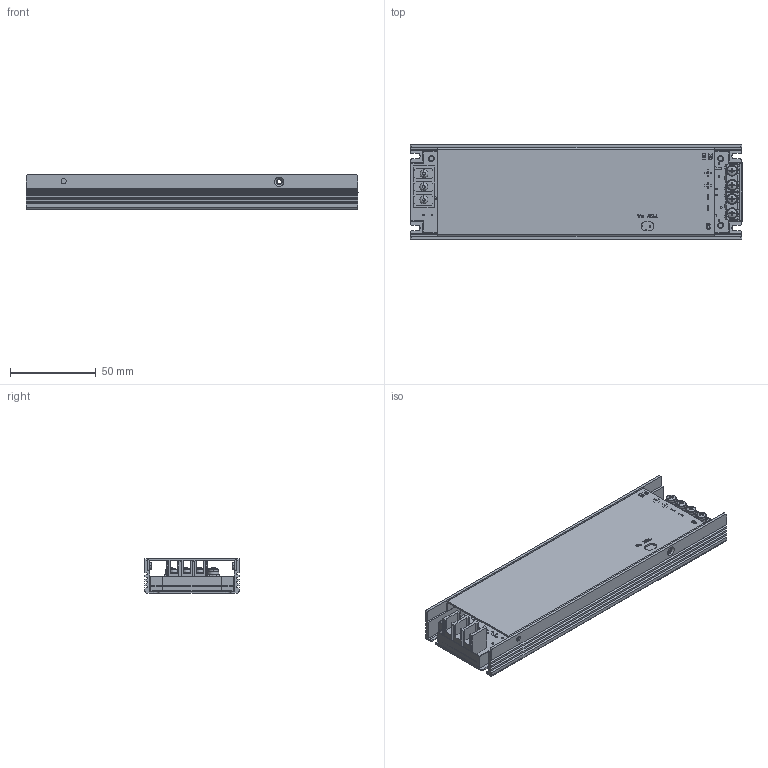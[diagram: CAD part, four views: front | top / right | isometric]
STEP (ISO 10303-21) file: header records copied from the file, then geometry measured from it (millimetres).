
FILE_DESCRIPTION((''),'2;1');
FILE_NAME('LSP-160_ASM_ASM','2021-06-01T13:30:57',('shalinice'),(''),'CREO PARAMETRIC BY PTC INC, 2016390','CREO PARAMETRIC BY PTC INC, 2016390','');
FILE_SCHEMA(('AUTOMOTIVE_DESIGN { 1 0 10303 214 1 1 1 1 }'));
Length unit declared in the file: millimetre
Products named in the file (21): 1XX3LSP-160_2; LSP-160A-D; LSP-160A-T; CASE_ASM_ASM; LSP-160_ASM_1_ASM; BOARD_1_2; _3MM_X_8MM_RGB12630001; 1EE4HTP-200-40A-30393; 123456_PRT; 1EE4HTP-200-40A-30419_ASM; CYLINDER-42731; 530482136_ASM; CYLINDER-42923; 530481984_ASM; _V-27979_ASM; _V-43111_ASM; TB1_1; TB1-482334_ASM; TB1-482317_ASM; PCB_1_ASM; LSP-160_ASM_ASM
Assembly tree (28 placements, depth 5):
  LSP-160_ASM_ASM
    LSP-160_ASM_1_ASM
      CASE_ASM_ASM
        1XX3LSP-160_2  x2
        LSP-160A-D
        LSP-160A-T
    PCB_1_ASM
      BOARD_1_2
      _V-27979_ASM
        _3MM_X_8MM_RGB12630001  x2
        1EE4HTP-200-40A-30393
        1EE4HTP-200-40A-30419_ASM
          123456_PRT
        530482136_ASM
          CYLINDER-42731
        530481984_ASM
          CYLINDER-42923
      _V-43111_ASM
        _3MM_X_8MM_RGB12630001  x2
        1EE4HTP-200-40A-30393
        1EE4HTP-200-40A-30419_ASM
          123456_PRT
        530482136_ASM
          CYLINDER-42731
        530481984_ASM
          CYLINDER-42923
      TB1-482317_ASM
        TB1-482334_ASM
          TB1_1
Bounding box: 194 x 55 x 20 mm (x, y, z)
Volume: 39916.5 mm3; surface area: 87871.6 mm2
Topology: 15 solids, 16 shells, 1441 faces, 4093 edges, 2706 vertices
Faces by surface type: plane 971, cylinder 432, cone 16, torus 8, sphere 8, bspline 6
Entity records: 53520 total; most frequent: CARTESIAN_POINT 7780, ORIENTED_EDGE 7166, DIRECTION 6929, PRESENTATION_STYLE_ASSIGNMENT 3593, STYLED_ITEM 3593, CURVE_STYLE 3584, EDGE_CURVE 3584, VECTOR 2705
